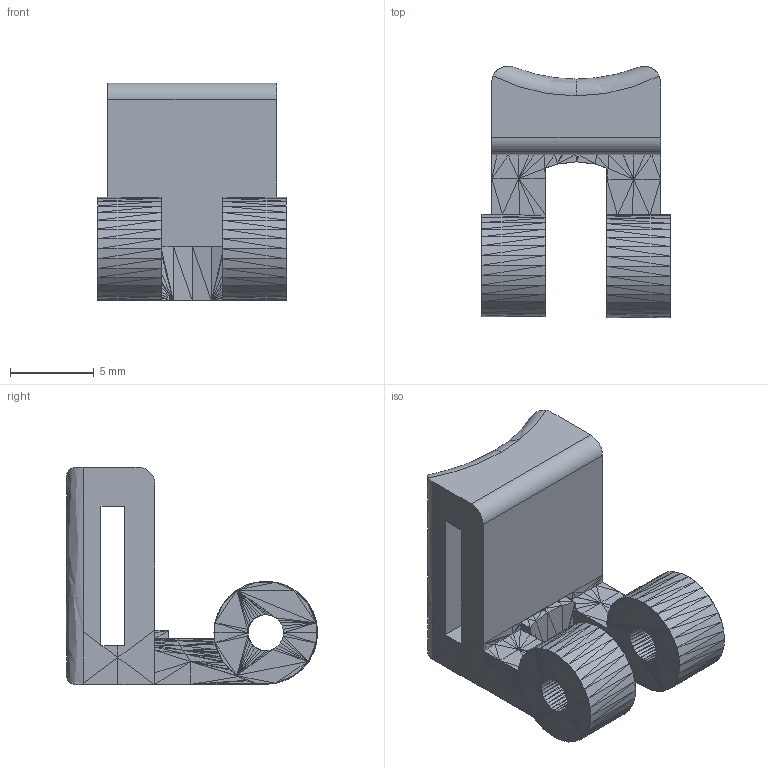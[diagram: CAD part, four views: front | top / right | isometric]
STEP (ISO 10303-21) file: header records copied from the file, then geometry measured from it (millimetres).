
FILE_DESCRIPTION (( 'STEP AP214' ), '1' );
FILE_NAME ('thumb end v2.STEP', '2024-08-27T20:50:19', ( '' ), ( '' ), 'SwSTEP 2.0', 'SolidWorks 2024', '' );
FILE_SCHEMA (( 'AUTOMOTIVE_DESIGN' ));
Length unit declared in the file: millimetre
Products named in the file (1): thumb end v2
Bounding box: 11.24 x 15 x 13 mm (x, y, z)
Volume: 786.3 mm3; surface area: 1016.8 mm2
Topology: 1 solids, 1 shells, 1145 faces, 1760 edges, 611 vertices
Faces by surface type: plane 1136, torus 4, cylinder 3, bspline 2
Entity records: 22825 total; most frequent: DIRECTION 4048, CARTESIAN_POINT 3638, ORIENTED_EDGE 3520, EDGE_CURVE 1760, VECTOR 1718, LINE 1718, AXIS2_PLACEMENT_3D 1165, EDGE_LOOP 1145
